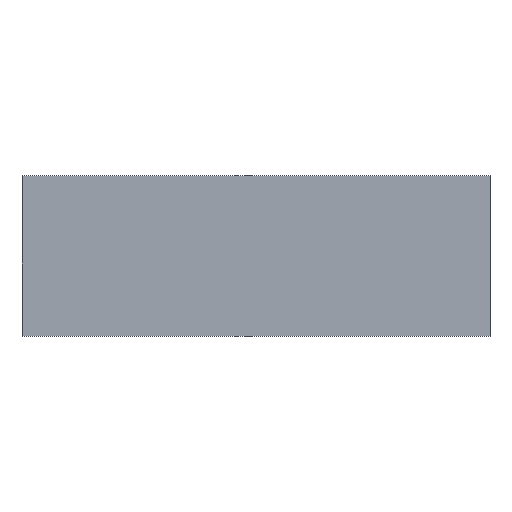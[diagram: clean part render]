
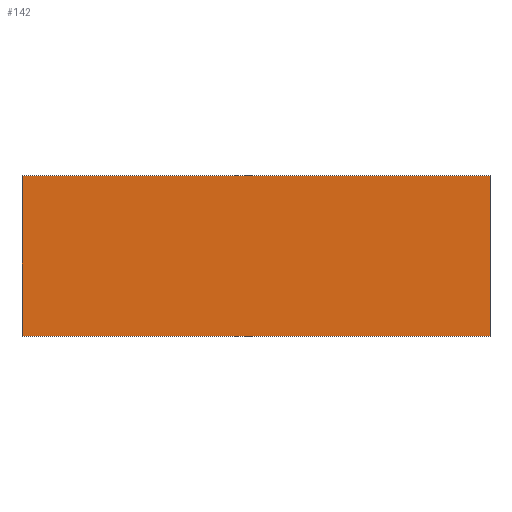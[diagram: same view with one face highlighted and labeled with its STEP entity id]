
A CAD part, top view. The second image highlights one B-rep face of the part: STEP entity #142.
In plain terms, the highlighted planar face has unit normal (0, 0, 1).
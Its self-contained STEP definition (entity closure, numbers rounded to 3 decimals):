
#16 = CARTESIAN_POINT ( 'NONE',  ( 35., 0., 1.75 ) ) ;
#17 = VERTEX_POINT ( 'NONE', #51 ) ;
#20 = FACE_OUTER_BOUND ( 'NONE', #67, .T. ) ;
#25 = EDGE_CURVE ( 'NONE', #52, #143, #48, .T. ) ;
#41 = DIRECTION ( 'NONE',  ( -1., 0., 0. ) ) ;
#48 = LINE ( 'NONE', #223, #101 ) ;
#51 = CARTESIAN_POINT ( 'NONE',  ( 35., 12., 1.75 ) ) ;
#52 = VERTEX_POINT ( 'NONE', #191 ) ;
#57 = LINE ( 'NONE', #16, #135 ) ;
#58 = ORIENTED_EDGE ( 'NONE', *, *, #25, .T. ) ;
#67 = EDGE_LOOP ( 'NONE', ( #58, #111, #222, #193 ) ) ;
#70 = CARTESIAN_POINT ( 'NONE',  ( 0., 0., 1.75 ) ) ;
#74 = CARTESIAN_POINT ( 'NONE',  ( 0., 0., 1.75 ) ) ;
#83 = VERTEX_POINT ( 'NONE', #227 ) ;
#87 = CARTESIAN_POINT ( 'NONE',  ( 0., 0., 1.75 ) ) ;
#92 = LINE ( 'NONE', #201, #176 ) ;
#101 = VECTOR ( 'NONE', #226, 1000. ) ;
#106 = LINE ( 'NONE', #74, #115 ) ;
#111 = ORIENTED_EDGE ( 'NONE', *, *, #136, .T. ) ;
#115 = VECTOR ( 'NONE', #126, 1000. ) ;
#121 = EDGE_CURVE ( 'NONE', #83, #17, #57, .T. ) ;
#126 = DIRECTION ( 'NONE',  ( 1., 0., 0. ) ) ;
#129 = DIRECTION ( 'NONE',  ( -1., 0., 0. ) ) ;
#131 = PLANE ( 'NONE',  #146 ) ;
#135 = VECTOR ( 'NONE', #210, 1000. ) ;
#136 = EDGE_CURVE ( 'NONE', #143, #83, #106, .T. ) ;
#142 = ADVANCED_FACE ( 'NONE', ( #20 ), #131, .F. ) ;
#143 = VERTEX_POINT ( 'NONE', #70 ) ;
#145 = DIRECTION ( 'NONE',  ( 0., 0., -1. ) ) ;
#146 = AXIS2_PLACEMENT_3D ( 'NONE', #87, #145, #129 ) ;
#176 = VECTOR ( 'NONE', #41, 1000. ) ;
#191 = CARTESIAN_POINT ( 'NONE',  ( 0., 12., 1.75 ) ) ;
#193 = ORIENTED_EDGE ( 'NONE', *, *, #228, .T. ) ;
#201 = CARTESIAN_POINT ( 'NONE',  ( 0., 12., 1.75 ) ) ;
#210 = DIRECTION ( 'NONE',  ( 0., 1., 0. ) ) ;
#222 = ORIENTED_EDGE ( 'NONE', *, *, #121, .T. ) ;
#223 = CARTESIAN_POINT ( 'NONE',  ( 0., 0., 1.75 ) ) ;
#226 = DIRECTION ( 'NONE',  ( 0., -1., 0. ) ) ;
#227 = CARTESIAN_POINT ( 'NONE',  ( 35., 0., 1.75 ) ) ;
#228 = EDGE_CURVE ( 'NONE', #17, #52, #92, .T. ) ;
